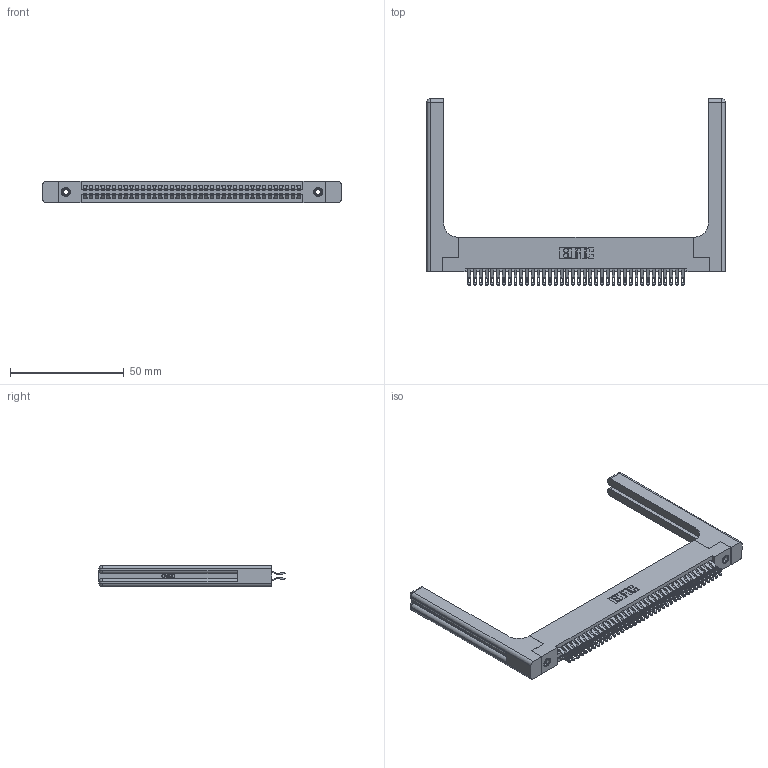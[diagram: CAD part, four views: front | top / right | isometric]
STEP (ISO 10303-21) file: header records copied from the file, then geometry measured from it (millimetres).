
FILE_DESCRIPTION (( 'STEP AP203' ), '1' );
FILE_NAME ('345-076-555-258.STEP', '2019-10-31T13:18:32', ( '' ), ( '' ), 'SwSTEP 2.0', 'SolidWorks 2016', '' );
FILE_SCHEMA (( 'CONFIG_CONTROL_DESIGN' ));
Length unit declared in the file: inch
Products named in the file (5): 345-292-001_555 Tail; 345-250-001_345-250-001-102; 345-220-058_345-220-058; 345-076-555-258; 345 Part_Flush Mounting Lugs - 0.156 Dia-TH
Assembly tree (81 placements, depth 2):
  345-076-555-258
    345 Part_Flush Mounting Lugs - 0.156 Dia-TH
    345-292-001_555 Tail  x76
    345-250-001_345-250-001-102  x2
    345-220-058_345-220-058  x2
Bounding box: 131.55 x 82.09 x 9.4 mm (x, y, z)
Volume: 21437 mm3; surface area: 24908 mm2
Topology: 81 solids, 81 shells, 4638 faces, 14459 edges, 9618 vertices
Faces by surface type: plane 2584, cylinder 1994, bspline 36, cone 12, sphere 8, torus 4
Entity records: 35862 total; most frequent: CARTESIAN_POINT 7043, ORIENTED_EDGE 5744, DIRECTION 5116, EDGE_CURVE 2872, LINE 2476, VECTOR 2476, VERTEX_POINT 1906, AXIS2_PLACEMENT_3D 1320
